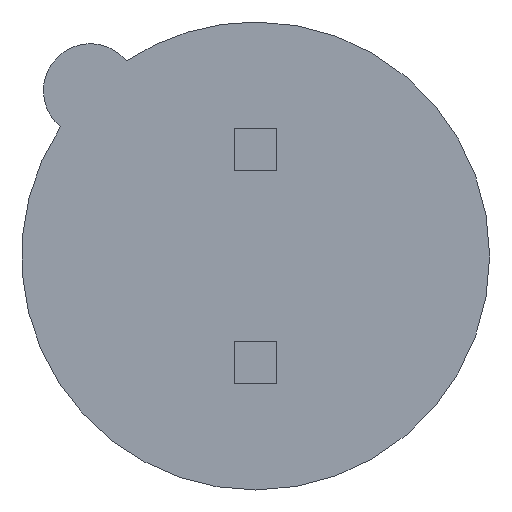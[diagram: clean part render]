
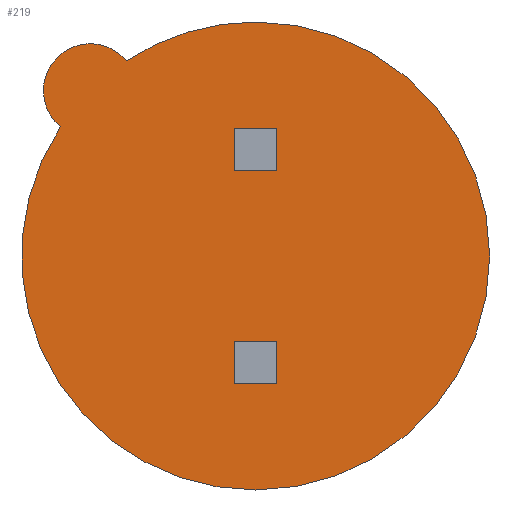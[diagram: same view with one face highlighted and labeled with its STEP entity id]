
A CAD part, front view. The second image highlights one B-rep face of the part: STEP entity #219.
In plain terms, the highlighted planar face has unit normal (0, -1, 0).
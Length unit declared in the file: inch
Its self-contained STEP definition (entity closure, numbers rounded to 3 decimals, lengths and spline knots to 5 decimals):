
#2 = VERTEX_POINT ( 'NONE', #236 ) ;
#8 = EDGE_CURVE ( 'NONE', #48, #276, #222, .T. ) ;
#10 = CARTESIAN_POINT ( 'NONE',  ( -0.01, -0.03, -0.06 ) ) ;
#31 = DIRECTION ( 'NONE',  ( 0., 1., 0. ) ) ;
#32 = VECTOR ( 'NONE', #381, 39.37008 ) ;
#40 = VECTOR ( 'NONE', #74, 39.37008 ) ;
#47 = CARTESIAN_POINT ( 'NONE',  ( 0.01, -0.03, -0.04 ) ) ;
#48 = VERTEX_POINT ( 'NONE', #239 ) ;
#64 = EDGE_CURVE ( 'NONE', #582, #235, #317, .T. ) ;
#65 = DIRECTION ( 'NONE',  ( 0., 1., 0. ) ) ;
#74 = DIRECTION ( 'NONE',  ( -1., 0., 0. ) ) ;
#75 = ORIENTED_EDGE ( 'NONE', *, *, #8, .F. ) ;
#80 = VERTEX_POINT ( 'NONE', #220 ) ;
#83 = DIRECTION ( 'NONE',  ( 0., 0., 1. ) ) ;
#85 = FACE_BOUND ( 'NONE', #237, .T. ) ;
#90 = FACE_BOUND ( 'NONE', #349, .T. ) ;
#93 = CIRCLE ( 'NONE', #263, 0.11 ) ;
#100 = PLANE ( 'NONE',  #213 ) ;
#107 = ORIENTED_EDGE ( 'NONE', *, *, #217, .T. ) ;
#111 = DIRECTION ( 'NONE',  ( -1., 0., 0. ) ) ;
#115 = CARTESIAN_POINT ( 'NONE',  ( -0.01, -0.03, 0.04 ) ) ;
#117 = EDGE_CURVE ( 'NONE', #355, #235, #266, .T. ) ;
#119 = DIRECTION ( 'NONE',  ( -1., 0., 0. ) ) ;
#120 = AXIS2_PLACEMENT_3D ( 'NONE', #129, #254, #526 ) ;
#129 = CARTESIAN_POINT ( 'NONE',  ( -0.07778, -0.03, 0.07778 ) ) ;
#148 = FACE_OUTER_BOUND ( 'NONE', #344, .T. ) ;
#172 = ORIENTED_EDGE ( 'NONE', *, *, #314, .T. ) ;
#176 = DIRECTION ( 'NONE',  ( 0., 0., 1. ) ) ;
#179 = CARTESIAN_POINT ( 'NONE',  ( -0.06075, -0.03, 0.0917 ) ) ;
#181 = VECTOR ( 'NONE', #111, 39.37008 ) ;
#192 = CARTESIAN_POINT ( 'NONE',  ( 0.01, -0.03, -0.06 ) ) ;
#199 = DIRECTION ( 'NONE',  ( 0., 0., 1. ) ) ;
#210 = ORIENTED_EDGE ( 'NONE', *, *, #404, .T. ) ;
#212 = VECTOR ( 'NONE', #119, 39.37008 ) ;
#213 = AXIS2_PLACEMENT_3D ( 'NONE', #580, #513, #576 ) ;
#214 = CARTESIAN_POINT ( 'NONE',  ( 0.01, -0.03, 0.04 ) ) ;
#215 = EDGE_CURVE ( 'NONE', #494, #80, #396, .T. ) ;
#217 = EDGE_CURVE ( 'NONE', #48, #634, #291, .T. ) ;
#219 = ADVANCED_FACE ( 'NONE', ( #90, #148, #85 ), #100, .F. ) ;
#220 = CARTESIAN_POINT ( 'NONE',  ( -0.01, -0.03, 0.06 ) ) ;
#222 = LINE ( 'NONE', #192, #32 ) ;
#224 = ORIENTED_EDGE ( 'NONE', *, *, #364, .F. ) ;
#235 = VERTEX_POINT ( 'NONE', #386 ) ;
#236 = CARTESIAN_POINT ( 'NONE',  ( 0., -0.03, 0.11 ) ) ;
#237 = EDGE_LOOP ( 'NONE', ( #531, #210, #172, #382 ) ) ;
#239 = CARTESIAN_POINT ( 'NONE',  ( 0.01, -0.03, -0.06 ) ) ;
#248 = CARTESIAN_POINT ( 'NONE',  ( -0.01, -0.03, -0.04 ) ) ;
#254 = DIRECTION ( 'NONE',  ( 0., -1., 0. ) ) ;
#256 = AXIS2_PLACEMENT_3D ( 'NONE', #609, #31, #516 ) ;
#258 = EDGE_CURVE ( 'NONE', #2, #582, #93, .T. ) ;
#263 = AXIS2_PLACEMENT_3D ( 'NONE', #336, #428, #512 ) ;
#266 = CIRCLE ( 'NONE', #120, 0.022 ) ;
#274 = CARTESIAN_POINT ( 'NONE',  ( 0.01, -0.03, 0.06 ) ) ;
#275 = ORIENTED_EDGE ( 'NONE', *, *, #403, .F. ) ;
#276 = VERTEX_POINT ( 'NONE', #294 ) ;
#290 = CARTESIAN_POINT ( 'NONE',  ( 0.01, -0.03, -0.06 ) ) ;
#291 = LINE ( 'NONE', #290, #40 ) ;
#294 = CARTESIAN_POINT ( 'NONE',  ( 0.01, -0.03, -0.04 ) ) ;
#296 = VECTOR ( 'NONE', #176, 39.37008 ) ;
#305 = ORIENTED_EDGE ( 'NONE', *, *, #64, .F. ) ;
#313 = VECTOR ( 'NONE', #570, 39.37008 ) ;
#314 = EDGE_CURVE ( 'NONE', #465, #80, #550, .T. ) ;
#315 = CARTESIAN_POINT ( 'NONE',  ( 0.01, -0.03, 0.06 ) ) ;
#317 = CIRCLE ( 'NONE', #256, 0.11 ) ;
#329 = LINE ( 'NONE', #394, #490 ) ;
#336 = CARTESIAN_POINT ( 'NONE',  ( 0., -0.03, 0. ) ) ;
#344 = EDGE_LOOP ( 'NONE', ( #275, #613, #305, #483 ) ) ;
#349 = EDGE_LOOP ( 'NONE', ( #75, #107, #432, #224 ) ) ;
#355 = VERTEX_POINT ( 'NONE', #179 ) ;
#364 = EDGE_CURVE ( 'NONE', #276, #486, #616, .T. ) ;
#375 = LINE ( 'NONE', #502, #313 ) ;
#381 = DIRECTION ( 'NONE',  ( 0., 0., 1. ) ) ;
#382 = ORIENTED_EDGE ( 'NONE', *, *, #215, .F. ) ;
#386 = CARTESIAN_POINT ( 'NONE',  ( -0.0917, -0.03, 0.06075 ) ) ;
#394 = CARTESIAN_POINT ( 'NONE',  ( 0.01, -0.03, 0.04 ) ) ;
#396 = LINE ( 'NONE', #274, #181 ) ;
#403 = EDGE_CURVE ( 'NONE', #355, #2, #434, .T. ) ;
#404 = EDGE_CURVE ( 'NONE', #518, #465, #329, .T. ) ;
#414 = EDGE_CURVE ( 'NONE', #634, #486, #586, .T. ) ;
#427 = CARTESIAN_POINT ( 'NONE',  ( -0.01, -0.03, -0.06 ) ) ;
#428 = DIRECTION ( 'NONE',  ( 0., 1., 0. ) ) ;
#432 = ORIENTED_EDGE ( 'NONE', *, *, #414, .T. ) ;
#434 = CIRCLE ( 'NONE', #608, 0.11 ) ;
#454 = DIRECTION ( 'NONE',  ( -1., 0., 0. ) ) ;
#465 = VERTEX_POINT ( 'NONE', #115 ) ;
#483 = ORIENTED_EDGE ( 'NONE', *, *, #258, .F. ) ;
#486 = VERTEX_POINT ( 'NONE', #248 ) ;
#490 = VECTOR ( 'NONE', #454, 39.37008 ) ;
#494 = VERTEX_POINT ( 'NONE', #315 ) ;
#498 = EDGE_CURVE ( 'NONE', #518, #494, #375, .T. ) ;
#502 = CARTESIAN_POINT ( 'NONE',  ( 0.01, -0.03, 0.04 ) ) ;
#512 = DIRECTION ( 'NONE',  ( 0., 0., 1. ) ) ;
#513 = DIRECTION ( 'NONE',  ( 0., 1., 0. ) ) ;
#516 = DIRECTION ( 'NONE',  ( 0., 0., 1. ) ) ;
#518 = VERTEX_POINT ( 'NONE', #214 ) ;
#526 = DIRECTION ( 'NONE',  ( 0., 0., -1. ) ) ;
#531 = ORIENTED_EDGE ( 'NONE', *, *, #498, .F. ) ;
#548 = VECTOR ( 'NONE', #83, 39.37008 ) ;
#550 = LINE ( 'NONE', #621, #296 ) ;
#570 = DIRECTION ( 'NONE',  ( 0., 0., 1. ) ) ;
#576 = DIRECTION ( 'NONE',  ( 0., 0., 1. ) ) ;
#580 = CARTESIAN_POINT ( 'NONE',  ( 0., -0.03, 0. ) ) ;
#582 = VERTEX_POINT ( 'NONE', #612 ) ;
#586 = LINE ( 'NONE', #10, #548 ) ;
#608 = AXIS2_PLACEMENT_3D ( 'NONE', #631, #65, #199 ) ;
#609 = CARTESIAN_POINT ( 'NONE',  ( 0., -0.03, 0. ) ) ;
#612 = CARTESIAN_POINT ( 'NONE',  ( 0., -0.03, -0.11 ) ) ;
#613 = ORIENTED_EDGE ( 'NONE', *, *, #117, .T. ) ;
#616 = LINE ( 'NONE', #47, #212 ) ;
#621 = CARTESIAN_POINT ( 'NONE',  ( -0.01, -0.03, 0.04 ) ) ;
#631 = CARTESIAN_POINT ( 'NONE',  ( 0., -0.03, 0. ) ) ;
#634 = VERTEX_POINT ( 'NONE', #427 ) ;
